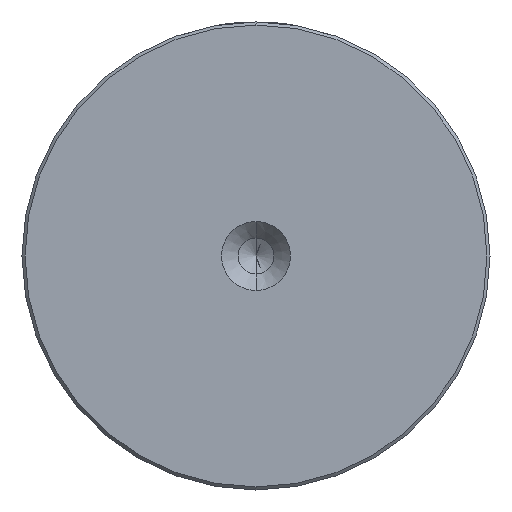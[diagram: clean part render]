
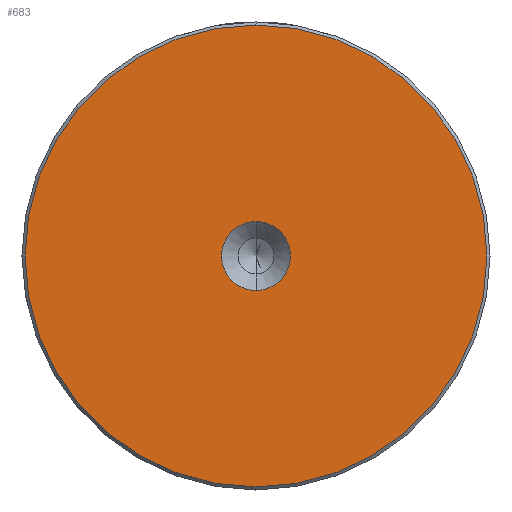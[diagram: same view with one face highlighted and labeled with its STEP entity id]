
A CAD part, left-side view. The second image highlights one B-rep face of the part: STEP entity #683.
In plain terms, the highlighted planar face has unit normal (-1, 0, 0).
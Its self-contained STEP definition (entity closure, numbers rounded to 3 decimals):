
#20 = CARTESIAN_POINT ( 'NONE',  ( 0., 0., 0. ) ) ;
#66 = EDGE_LOOP ( 'NONE', ( #2067, #1439 ) ) ;
#198 = EDGE_CURVE ( 'NONE', #1825, #348, #1449, .T. ) ;
#273 = VERTEX_POINT ( 'NONE', #1228 ) ;
#348 = VERTEX_POINT ( 'NONE', #2258 ) ;
#356 = CARTESIAN_POINT ( 'NONE',  ( 0., 0., 5.6 ) ) ;
#567 = EDGE_CURVE ( 'NONE', #1289, #273, #1424, .T. ) ;
#580 = FACE_OUTER_BOUND ( 'NONE', #1941, .T. ) ;
#625 = EDGE_CURVE ( 'NONE', #273, #1289, #784, .T. ) ;
#683 = ADVANCED_FACE ( 'NONE', ( #580, #2001 ), #1972, .T. ) ;
#691 = ORIENTED_EDGE ( 'NONE', *, *, #625, .T. ) ;
#784 = CIRCLE ( 'NONE', #1490, 37.5 ) ;
#888 = DIRECTION ( 'NONE',  ( -1., 0., 0. ) ) ;
#914 = DIRECTION ( 'NONE',  ( 0., 0., 1. ) ) ;
#933 = DIRECTION ( 'NONE',  ( -1., 0., 0. ) ) ;
#942 = CARTESIAN_POINT ( 'NONE',  ( 0., 0., 0. ) ) ;
#985 = AXIS2_PLACEMENT_3D ( 'NONE', #1909, #2299, #2101 ) ;
#1150 = EDGE_CURVE ( 'NONE', #348, #1825, #2123, .T. ) ;
#1228 = CARTESIAN_POINT ( 'NONE',  ( 0., 0., 37.5 ) ) ;
#1289 = VERTEX_POINT ( 'NONE', #2082 ) ;
#1424 = CIRCLE ( 'NONE', #985, 37.5 ) ;
#1439 = ORIENTED_EDGE ( 'NONE', *, *, #1150, .F. ) ;
#1449 = CIRCLE ( 'NONE', #1671, 5.6 ) ;
#1490 = AXIS2_PLACEMENT_3D ( 'NONE', #942, #933, #914 ) ;
#1671 = AXIS2_PLACEMENT_3D ( 'NONE', #1746, #1736, #1728 ) ;
#1710 = AXIS2_PLACEMENT_3D ( 'NONE', #2040, #888, #2237 ) ;
#1728 = DIRECTION ( 'NONE',  ( 0., 0., 1. ) ) ;
#1736 = DIRECTION ( 'NONE',  ( -1., 0., 0. ) ) ;
#1746 = CARTESIAN_POINT ( 'NONE',  ( 0., 0., 0. ) ) ;
#1825 = VERTEX_POINT ( 'NONE', #356 ) ;
#1909 = CARTESIAN_POINT ( 'NONE',  ( 0., 0., 0. ) ) ;
#1941 = EDGE_LOOP ( 'NONE', ( #2108, #691 ) ) ;
#1972 = PLANE ( 'NONE',  #2394 ) ;
#2001 = FACE_BOUND ( 'NONE', #66, .T. ) ;
#2040 = CARTESIAN_POINT ( 'NONE',  ( 0., 0., 0. ) ) ;
#2067 = ORIENTED_EDGE ( 'NONE', *, *, #198, .F. ) ;
#2082 = CARTESIAN_POINT ( 'NONE',  ( 0., 0., -37.5 ) ) ;
#2101 = DIRECTION ( 'NONE',  ( 0., 0., 1. ) ) ;
#2108 = ORIENTED_EDGE ( 'NONE', *, *, #567, .T. ) ;
#2123 = CIRCLE ( 'NONE', #1710, 5.6 ) ;
#2237 = DIRECTION ( 'NONE',  ( 0., 0., 1. ) ) ;
#2258 = CARTESIAN_POINT ( 'NONE',  ( 0., 0., -5.6 ) ) ;
#2299 = DIRECTION ( 'NONE',  ( -1., 0., 0. ) ) ;
#2347 = DIRECTION ( 'NONE',  ( 0., 0., 1. ) ) ;
#2357 = DIRECTION ( 'NONE',  ( -1., 0., 0. ) ) ;
#2394 = AXIS2_PLACEMENT_3D ( 'NONE', #20, #2357, #2347 ) ;
